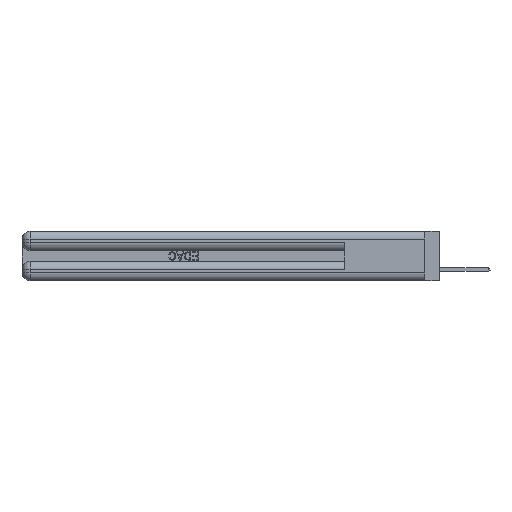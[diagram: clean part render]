
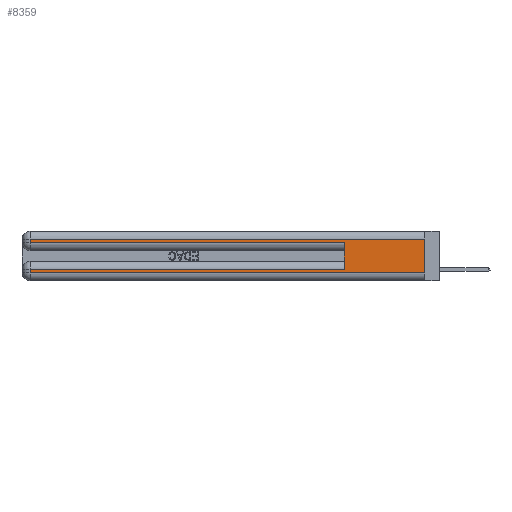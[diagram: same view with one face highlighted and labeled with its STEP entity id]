
A CAD part, left-side view. The second image highlights one B-rep face of the part: STEP entity #8359.
In plain terms, the highlighted planar face has unit normal (-1, 0, 0).
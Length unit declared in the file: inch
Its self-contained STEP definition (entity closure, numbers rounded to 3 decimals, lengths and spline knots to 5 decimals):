
#548 = CARTESIAN_POINT ( 'NONE',  ( 0., 2.94, 0.37 ) ) ;
#600 = DIRECTION ( 'NONE',  ( 0., 0., 1. ) ) ;
#1253 = PLANE ( 'NONE',  #34440 ) ;
#1484 = ORIENTED_EDGE ( 'NONE', *, *, #28230, .T. ) ;
#1905 = CARTESIAN_POINT ( 'NONE',  ( 0., 2.94, 0.06 ) ) ;
#2324 = VERTEX_POINT ( 'NONE', #32778 ) ;
#2747 = ORIENTED_EDGE ( 'NONE', *, *, #9053, .F. ) ;
#3062 = LINE ( 'NONE', #548, #27575 ) ;
#3959 = LINE ( 'NONE', #13724, #39313 ) ;
#4164 = DIRECTION ( 'NONE',  ( 0., -1., 0. ) ) ;
#4669 = CARTESIAN_POINT ( 'NONE',  ( 0., 0., 0.37 ) ) ;
#4903 = VERTEX_POINT ( 'NONE', #23776 ) ;
#4931 = DIRECTION ( 'NONE',  ( 1., 0., 0. ) ) ;
#6211 = EDGE_CURVE ( 'NONE', #39928, #4903, #19331, .T. ) ;
#6993 = DIRECTION ( 'NONE',  ( 0., 0., -1. ) ) ;
#7780 = ORIENTED_EDGE ( 'NONE', *, *, #6211, .T. ) ;
#8359 = ADVANCED_FACE ( 'NONE', ( #32491 ), #1253, .F. ) ;
#9053 = EDGE_CURVE ( 'NONE', #16319, #24671, #3959, .T. ) ;
#9897 = DIRECTION ( 'NONE',  ( 0., -1., 0. ) ) ;
#10572 = EDGE_LOOP ( 'NONE', ( #2747, #11237, #1484, #7780, #39412, #15499, #32177, #14671 ) ) ;
#10994 = VECTOR ( 'NONE', #4164, 39.37008 ) ;
#11237 = ORIENTED_EDGE ( 'NONE', *, *, #12440, .T. ) ;
#11968 = CARTESIAN_POINT ( 'NONE',  ( 0., 0.6, 0.145 ) ) ;
#12440 = EDGE_CURVE ( 'NONE', #16319, #2324, #13791, .T. ) ;
#12456 = VECTOR ( 'NONE', #29690, 39.37008 ) ;
#13724 = CARTESIAN_POINT ( 'NONE',  ( 0., 0., 0.37 ) ) ;
#13791 = LINE ( 'NONE', #23075, #14766 ) ;
#14671 = ORIENTED_EDGE ( 'NONE', *, *, #29306, .T. ) ;
#14766 = VECTOR ( 'NONE', #16879, 39.37008 ) ;
#15499 = ORIENTED_EDGE ( 'NONE', *, *, #16370, .T. ) ;
#16319 = VERTEX_POINT ( 'NONE', #39569 ) ;
#16370 = EDGE_CURVE ( 'NONE', #31358, #23060, #21813, .T. ) ;
#16879 = DIRECTION ( 'NONE',  ( 0., 1., 0. ) ) ;
#16964 = EDGE_CURVE ( 'NONE', #23060, #36864, #29736, .T. ) ;
#17385 = CARTESIAN_POINT ( 'NONE',  ( 0., 0.6, 0.085 ) ) ;
#19322 = VECTOR ( 'NONE', #28157, 39.37008 ) ;
#19331 = LINE ( 'NONE', #38876, #10994 ) ;
#19353 = CARTESIAN_POINT ( 'NONE',  ( 0., 0., 0.06 ) ) ;
#19568 = LINE ( 'NONE', #19353, #28417 ) ;
#21813 = LINE ( 'NONE', #38737, #12456 ) ;
#21844 = LINE ( 'NONE', #11968, #22510 ) ;
#22510 = VECTOR ( 'NONE', #600, 39.37008 ) ;
#23060 = VERTEX_POINT ( 'NONE', #25480 ) ;
#23075 = CARTESIAN_POINT ( 'NONE',  ( 0., 0., 0.31 ) ) ;
#23596 = DIRECTION ( 'NONE',  ( 0., 0., -1. ) ) ;
#23776 = CARTESIAN_POINT ( 'NONE',  ( 0., 0.6, 0.285 ) ) ;
#24671 = VERTEX_POINT ( 'NONE', #40659 ) ;
#25480 = CARTESIAN_POINT ( 'NONE',  ( 0., 2.94, 0.085 ) ) ;
#26622 = EDGE_CURVE ( 'NONE', #31358, #4903, #21844, .T. ) ;
#27575 = VECTOR ( 'NONE', #6993, 39.37008 ) ;
#28157 = DIRECTION ( 'NONE',  ( 0., 0., -1. ) ) ;
#28230 = EDGE_CURVE ( 'NONE', #2324, #39928, #3062, .T. ) ;
#28417 = VECTOR ( 'NONE', #9897, 39.37008 ) ;
#28948 = CARTESIAN_POINT ( 'NONE',  ( 0., 2.94, 0.285 ) ) ;
#29306 = EDGE_CURVE ( 'NONE', #36864, #24671, #19568, .T. ) ;
#29690 = DIRECTION ( 'NONE',  ( 0., 1., 0. ) ) ;
#29736 = LINE ( 'NONE', #34462, #19322 ) ;
#31358 = VERTEX_POINT ( 'NONE', #17385 ) ;
#32177 = ORIENTED_EDGE ( 'NONE', *, *, #16964, .T. ) ;
#32491 = FACE_OUTER_BOUND ( 'NONE', #10572, .T. ) ;
#32778 = CARTESIAN_POINT ( 'NONE',  ( 0., 2.94, 0.31 ) ) ;
#34440 = AXIS2_PLACEMENT_3D ( 'NONE', #4669, #4931, #23596 ) ;
#34462 = CARTESIAN_POINT ( 'NONE',  ( 0., 2.94, 0.37 ) ) ;
#36864 = VERTEX_POINT ( 'NONE', #1905 ) ;
#38737 = CARTESIAN_POINT ( 'NONE',  ( 0., 0., 0.085 ) ) ;
#38876 = CARTESIAN_POINT ( 'NONE',  ( 0., 0., 0.285 ) ) ;
#39029 = DIRECTION ( 'NONE',  ( 0., 0., -1. ) ) ;
#39313 = VECTOR ( 'NONE', #39029, 39.37008 ) ;
#39412 = ORIENTED_EDGE ( 'NONE', *, *, #26622, .F. ) ;
#39569 = CARTESIAN_POINT ( 'NONE',  ( 0., 0., 0.31 ) ) ;
#39928 = VERTEX_POINT ( 'NONE', #28948 ) ;
#40659 = CARTESIAN_POINT ( 'NONE',  ( 0., 0., 0.06 ) ) ;
